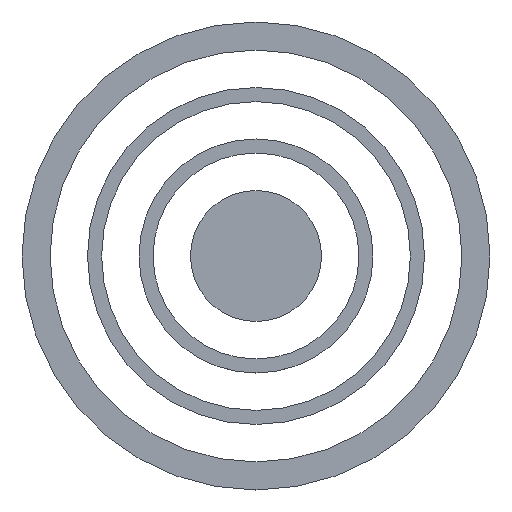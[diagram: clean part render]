
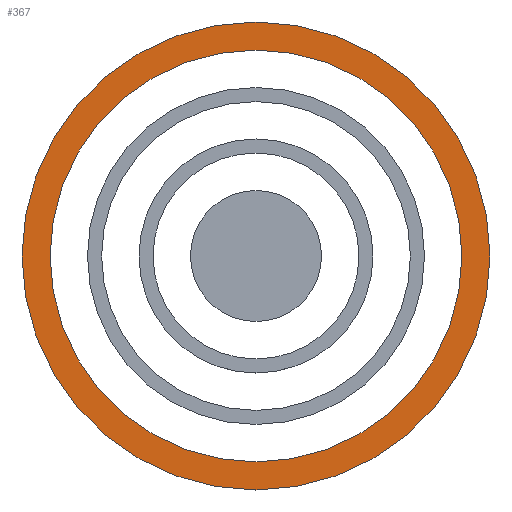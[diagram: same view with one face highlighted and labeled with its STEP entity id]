
A CAD part, top view. The second image highlights one B-rep face of the part: STEP entity #367.
In plain terms, the highlighted planar face has unit normal (0, 0, 1).
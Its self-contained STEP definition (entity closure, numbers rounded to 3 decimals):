
#15 = DIRECTION ( 'NONE',  ( 1., 0., 0. ) ) ;
#18 = AXIS2_PLACEMENT_3D ( 'NONE', #112, #361, #465 ) ;
#37 = CIRCLE ( 'NONE', #162, 2.5 ) ;
#48 = VERTEX_POINT ( 'NONE', #644 ) ;
#60 = ORIENTED_EDGE ( 'NONE', *, *, #555, .F. ) ;
#63 = PLANE ( 'NONE',  #455 ) ;
#71 = CARTESIAN_POINT ( 'NONE',  ( -2.2, 0., 0.01 ) ) ;
#82 = CARTESIAN_POINT ( 'NONE',  ( -2.5, 0., 0.01 ) ) ;
#101 = DIRECTION ( 'NONE',  ( 1., 0., 0. ) ) ;
#112 = CARTESIAN_POINT ( 'NONE',  ( 0., 0., 0.01 ) ) ;
#116 = EDGE_CURVE ( 'NONE', #601, #48, #304, .T. ) ;
#118 = CIRCLE ( 'NONE', #18, 2.2 ) ;
#152 = AXIS2_PLACEMENT_3D ( 'NONE', #652, #240, #498 ) ;
#160 = EDGE_CURVE ( 'NONE', #48, #601, #37, .T. ) ;
#162 = AXIS2_PLACEMENT_3D ( 'NONE', #248, #295, #101 ) ;
#193 = ORIENTED_EDGE ( 'NONE', *, *, #160, .T. ) ;
#196 = EDGE_CURVE ( 'NONE', #501, #306, #118, .T. ) ;
#198 = DIRECTION ( 'NONE',  ( 1., 0., 0. ) ) ;
#210 = EDGE_LOOP ( 'NONE', ( #60, #453 ) ) ;
#240 = DIRECTION ( 'NONE',  ( 0., 0., 1. ) ) ;
#242 = EDGE_LOOP ( 'NONE', ( #406, #193 ) ) ;
#248 = CARTESIAN_POINT ( 'NONE',  ( 0., 0., 0.01 ) ) ;
#295 = DIRECTION ( 'NONE',  ( 0., 0., 1. ) ) ;
#304 = CIRCLE ( 'NONE', #332, 2.5 ) ;
#306 = VERTEX_POINT ( 'NONE', #71 ) ;
#312 = CARTESIAN_POINT ( 'NONE',  ( 0., 0., 0.01 ) ) ;
#332 = AXIS2_PLACEMENT_3D ( 'NONE', #606, #454, #198 ) ;
#335 = FACE_OUTER_BOUND ( 'NONE', #242, .T. ) ;
#361 = DIRECTION ( 'NONE',  ( 0., 0., 1. ) ) ;
#367 = ADVANCED_FACE ( 'NONE', ( #545, #335 ), #63, .T. ) ;
#406 = ORIENTED_EDGE ( 'NONE', *, *, #116, .T. ) ;
#451 = CIRCLE ( 'NONE', #152, 2.2 ) ;
#453 = ORIENTED_EDGE ( 'NONE', *, *, #196, .F. ) ;
#454 = DIRECTION ( 'NONE',  ( 0., 0., 1. ) ) ;
#455 = AXIS2_PLACEMENT_3D ( 'NONE', #312, #471, #15 ) ;
#465 = DIRECTION ( 'NONE',  ( 1., 0., 0. ) ) ;
#471 = DIRECTION ( 'NONE',  ( 0., 0., 1. ) ) ;
#498 = DIRECTION ( 'NONE',  ( 1., 0., 0. ) ) ;
#501 = VERTEX_POINT ( 'NONE', #584 ) ;
#545 = FACE_BOUND ( 'NONE', #210, .T. ) ;
#555 = EDGE_CURVE ( 'NONE', #306, #501, #451, .T. ) ;
#584 = CARTESIAN_POINT ( 'NONE',  ( 2.2, 0., 0.01 ) ) ;
#601 = VERTEX_POINT ( 'NONE', #82 ) ;
#606 = CARTESIAN_POINT ( 'NONE',  ( 0., 0., 0.01 ) ) ;
#644 = CARTESIAN_POINT ( 'NONE',  ( 2.5, 0., 0.01 ) ) ;
#652 = CARTESIAN_POINT ( 'NONE',  ( 0., 0., 0.01 ) ) ;
